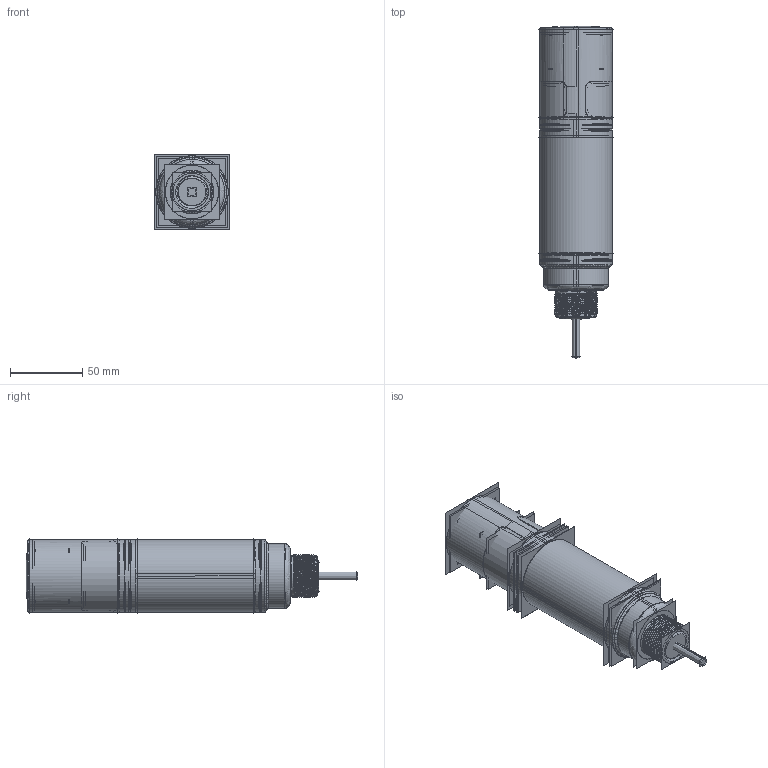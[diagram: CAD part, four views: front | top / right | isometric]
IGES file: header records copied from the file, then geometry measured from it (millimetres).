
Start section:  PTC IGES file: 170571.igs
Global section: file name: 170571.igs; native system: Creo Parametric by PTC Inc.; preprocessor: 2016260; author: pdmadmin; organization: Unknown; date: 20170404.093944; units: millimetre
Bounding box: 52.04 x 229.24 x 52 mm (x, y, z)
Volume: 129023.2 mm3; surface area: 673367 mm2
Topology: 10 solids, 10 shells, 2068 faces, 10308 edges, 12828 vertices
Faces by surface type: bspline 1246, revolution 822
